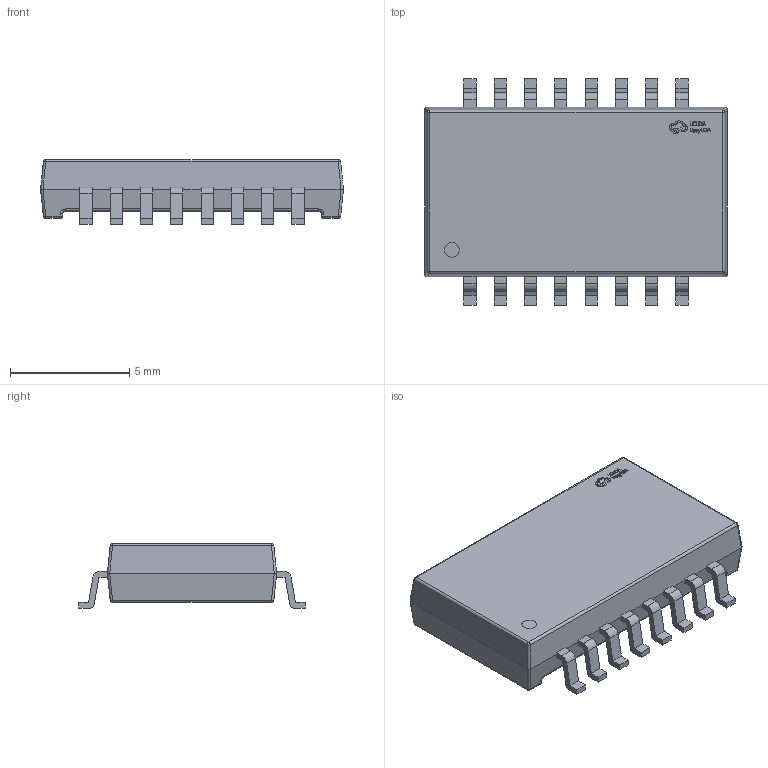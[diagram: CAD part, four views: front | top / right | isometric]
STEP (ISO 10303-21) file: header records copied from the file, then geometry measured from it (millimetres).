
FILE_DESCRIPTION(/* description */ ('STEP AP214'),/* implementation_level */ '2;1');
FILE_NAME(/* name */ 'C3003215.step',/* time_stamp */ '2024-11-26T16:58:48+08:00',/* author */ (''),/* organization */ (''),/* preprocessor_version */ 'ST-DEVELOPER v20',/* originating_system */ 'Autodesk Translation Framework v13.20.0.188',/* authorisation */ '');
FILE_SCHEMA (('AUTOMOTIVE_DESIGN { 1 0 10303 214 3 1 1 }'));
Length unit declared in the file: millimetre
Products named in the file (1): SOIC-16_L12.7-W7.1-P1.27-LS9.5-BL
Bounding box: 12.7 x 9.5 x 2.7 mm (x, y, z)
Volume: 196.8 mm3; surface area: 315.2 mm2
Topology: 14 solids, 14 shells, 540 faces, 1460 edges, 956 vertices
Faces by surface type: plane 335, bspline 116, cylinder 77, sphere 12
Full cylindrical faces by diameter (mm): 0.619 x1
Entity records: 18624 total; most frequent: CARTESIAN_POINT 4853, ORIENTED_EDGE 2920, DIRECTION 2400, EDGE_CURVE 1460, LINE 1082, VECTOR 1082, VERTEX_POINT 956, AXIS2_PLACEMENT_3D 659
